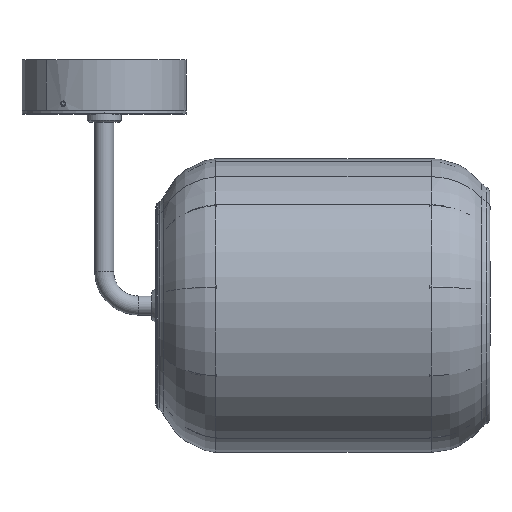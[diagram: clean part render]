
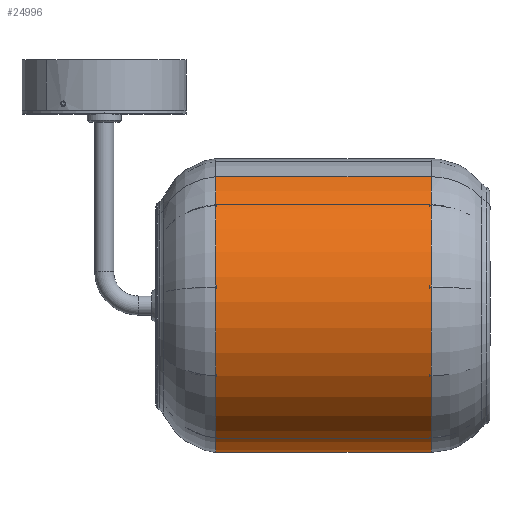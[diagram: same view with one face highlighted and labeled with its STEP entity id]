
A CAD part, top view. The second image highlights one B-rep face of the part: STEP entity #24996.
In plain terms, the highlighted cylindrical face has radius 108.13 mm (diameter 216.261 mm), a partial arc.
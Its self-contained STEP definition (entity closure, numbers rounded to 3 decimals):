
#480 = VECTOR ( 'NONE', #19473, 1000. ) ;
#1317 = LINE ( 'NONE', #11298, #22881 ) ;
#2303 = EDGE_CURVE ( 'NONE', #23784, #14937, #4630, .T. ) ;
#3079 = CARTESIAN_POINT ( 'NONE',  ( 0., 35.501, 108.13 ) ) ;
#4226 = DIRECTION ( 'NONE',  ( 0., 1., 0. ) ) ;
#4630 = LINE ( 'NONE', #7728, #480 ) ;
#4711 = CARTESIAN_POINT ( 'NONE',  ( 0., 194.239, 0. ) ) ;
#5268 = AXIS2_PLACEMENT_3D ( 'NONE', #4711, #4226, #7012 ) ;
#6883 = VERTEX_POINT ( 'NONE', #28582 ) ;
#7012 = DIRECTION ( 'NONE',  ( 0., 0., 1. ) ) ;
#7562 = EDGE_CURVE ( 'NONE', #23784, #6883, #27237, .T. ) ;
#7629 = CARTESIAN_POINT ( 'NONE',  ( 0., 35.501, 0. ) ) ;
#7728 = CARTESIAN_POINT ( 'NONE',  ( 0., 0., 108.13 ) ) ;
#7883 = CIRCLE ( 'NONE', #5268, 108.13 ) ;
#9770 = DIRECTION ( 'NONE',  ( 0., 0., 1. ) ) ;
#9976 = ORIENTED_EDGE ( 'NONE', *, *, #18548, .T. ) ;
#11298 = CARTESIAN_POINT ( 'NONE',  ( 0., 0., -108.13 ) ) ;
#11630 = VERTEX_POINT ( 'NONE', #23129 ) ;
#12038 = DIRECTION ( 'NONE',  ( 0., 0., 1. ) ) ;
#12275 = EDGE_CURVE ( 'NONE', #6883, #11630, #1317, .T. ) ;
#13207 = AXIS2_PLACEMENT_3D ( 'NONE', #7629, #20018, #9770 ) ;
#13887 = AXIS2_PLACEMENT_3D ( 'NONE', #16432, #21959, #12038 ) ;
#14937 = VERTEX_POINT ( 'NONE', #26367 ) ;
#16432 = CARTESIAN_POINT ( 'NONE',  ( 0., 0., 0. ) ) ;
#16912 = FACE_OUTER_BOUND ( 'NONE', #23687, .T. ) ;
#16996 = ORIENTED_EDGE ( 'NONE', *, *, #7562, .F. ) ;
#18454 = ORIENTED_EDGE ( 'NONE', *, *, #12275, .F. ) ;
#18548 = EDGE_CURVE ( 'NONE', #14937, #11630, #7883, .T. ) ;
#19267 = DIRECTION ( 'NONE',  ( 0., 1., 0. ) ) ;
#19473 = DIRECTION ( 'NONE',  ( 0., 1., 0. ) ) ;
#20018 = DIRECTION ( 'NONE',  ( 0., 1., 0. ) ) ;
#21959 = DIRECTION ( 'NONE',  ( 0., 1., 0. ) ) ;
#22881 = VECTOR ( 'NONE', #19267, 1000. ) ;
#23129 = CARTESIAN_POINT ( 'NONE',  ( 0., 194.239, -108.13 ) ) ;
#23687 = EDGE_LOOP ( 'NONE', ( #18454, #16996, #23955, #9976 ) ) ;
#23784 = VERTEX_POINT ( 'NONE', #3079 ) ;
#23955 = ORIENTED_EDGE ( 'NONE', *, *, #2303, .T. ) ;
#24996 = ADVANCED_FACE ( 'NONE', ( #16912 ), #28814, .F. ) ;
#26367 = CARTESIAN_POINT ( 'NONE',  ( 0., 194.239, 108.13 ) ) ;
#27237 = CIRCLE ( 'NONE', #13207, 108.13 ) ;
#28582 = CARTESIAN_POINT ( 'NONE',  ( 0., 35.501, -108.13 ) ) ;
#28814 = CYLINDRICAL_SURFACE ( 'NONE', #13887, 108.13 ) ;
